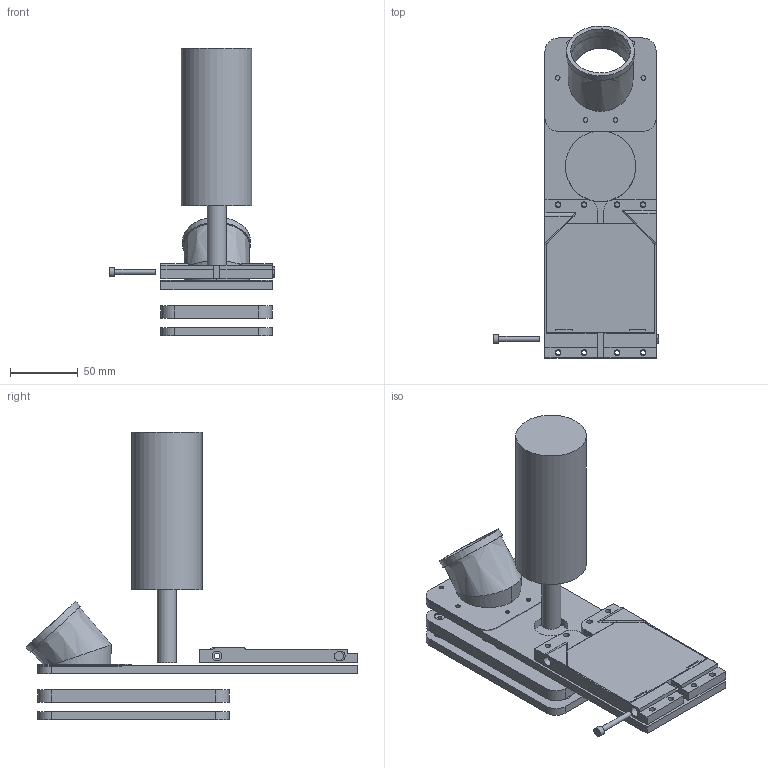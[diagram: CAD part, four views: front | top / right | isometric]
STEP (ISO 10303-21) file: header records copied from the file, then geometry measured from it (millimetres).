
FILE_DESCRIPTION(('HOOPS Exchange Step'),'2;1');
FILE_NAME('temp_export','2023-06-26T14:53:41+02:00',('mobile'),('Shapr3D Limited'),'HOOPS Exchange 2022.2','Shapr3D','Authorized');
FILE_SCHEMA( ('AUTOMOTIVE_DESIGN { 1 0 10303 214 1 1 1 1 }') );
Length unit declared in the file: millimetre
Products named in the file (6): Cnc referenz; Schrauben; Cnc halterung; Magnet halterung; Dust shoe; root
Assembly tree (5 placements, depth 2):
  root
    Cnc referenz
    Schrauben
    Cnc halterung
    Magnet halterung
    Dust shoe
Bounding box: 121.75 x 244.77 x 212 mm (x, y, z)
Volume: 596129.1 mm3; surface area: 173553.9 mm2
Topology: 10 solids, 10 shells, 301 faces, 809 edges, 582 vertices
Faces by surface type: plane 159, cylinder 129, bspline 13
Full cylindrical faces by diameter (mm): 3 x9, 3.4 x14, 3.8 x2, 4.2 x18, 6 x8, 6.8 x1, 7.2 x2, 8.2 x18, 8.4 x18, 14 x1, 25 x3, 52 x1
Entity records: 16753 total; most frequent: CARTESIAN_POINT 8487, DIRECTION 1744, ORIENTED_EDGE 1618, EDGE_CURVE 809, AXIS2_PLACEMENT_3D 681, VERTEX_POINT 582, EDGE_LOOP 453, FACE_BOUND 453
